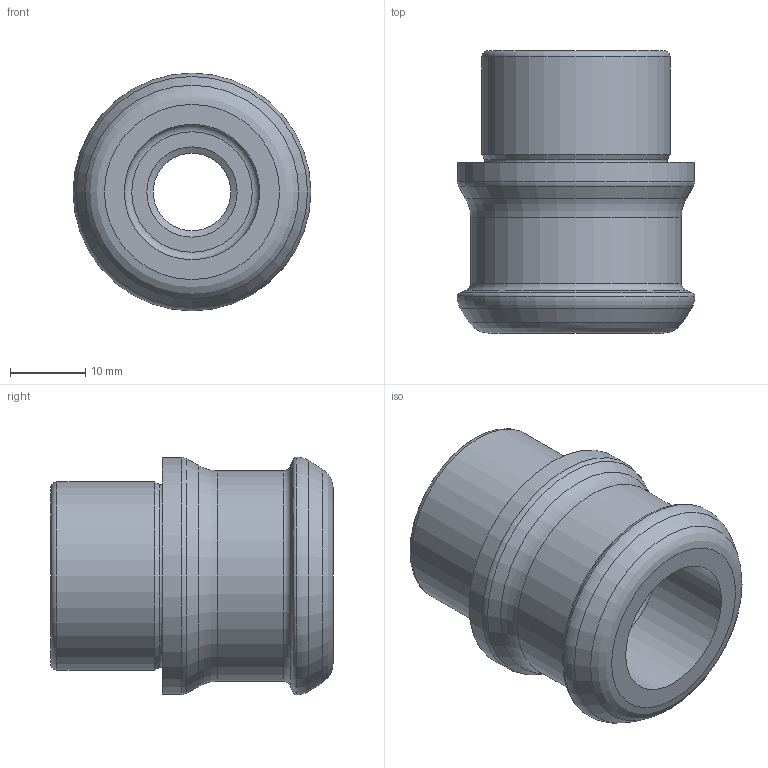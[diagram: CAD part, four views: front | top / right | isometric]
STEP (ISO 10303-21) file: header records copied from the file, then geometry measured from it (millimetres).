
FILE_DESCRIPTION (( 'STEP AP214' ), '1' );
FILE_NAME ('STARK_5000 011_B.STEP', '2019-08-16T09:01:08', ( '' ), ( '' ), 'SwSTEP 2.0', 'SolidWorks 2019', '' );
FILE_SCHEMA (( 'AUTOMOTIVE_DESIGN' ));
Length unit declared in the file: millimetre
Products named in the file (1): STARK_5000 011_B
Bounding box: 31.6 x 37.5 x 31.6 mm (x, y, z)
Volume: 16562 mm3; surface area: 6122.8 mm2
Topology: 1 solids, 1 shells, 28 faces, 52 edges, 28 vertices
Faces by surface type: torus 10, cone 7, cylinder 7, plane 4
Full cylindrical faces by diameter (mm): 10.3 x1, 12.5 x1, 18 x1, 25 x1, 28 x1, 31.5 x1, 31.6 x1
Entity records: 613 total; most frequent: DIRECTION 114, CARTESIAN_POINT 85, AXIS2_PLACEMENT_3D 57, EDGE_LOOP 56, ORIENTED_EDGE 56, FACE_OUTER_BOUND 45, VERTEX_POINT 28, ADVANCED_FACE 28
